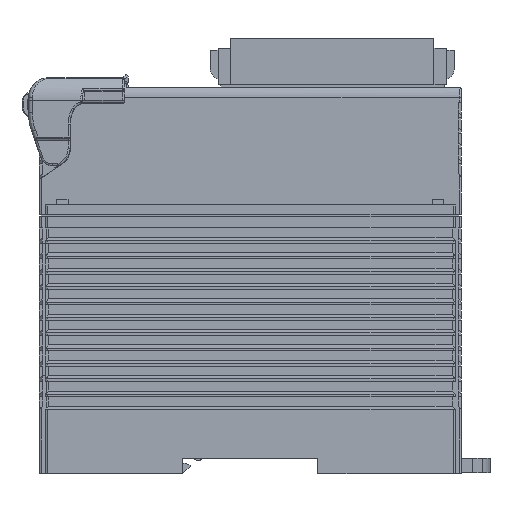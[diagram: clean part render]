
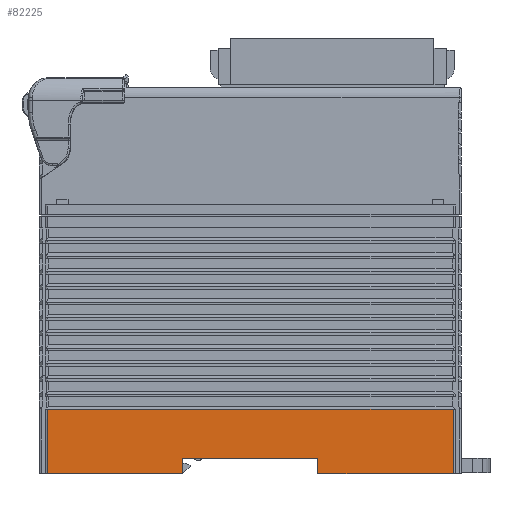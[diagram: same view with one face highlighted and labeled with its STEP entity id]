
A CAD part, left-side view. The second image highlights one B-rep face of the part: STEP entity #82225.
In plain terms, the highlighted planar face has unit normal (-1, 0, 0).
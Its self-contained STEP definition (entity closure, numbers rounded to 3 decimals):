
#2502 = LINE ( 'NONE', #26820, #29936 ) ;
#3927 = CARTESIAN_POINT ( 'NONE',  ( -36., 2.1, 0. ) ) ;
#5757 = VECTOR ( 'NONE', #88604, 1000. ) ;
#7465 = ORIENTED_EDGE ( 'NONE', *, *, #10955, .F. ) ;
#10919 = VECTOR ( 'NONE', #69640, 1000. ) ;
#10955 = EDGE_CURVE ( 'NONE', #73563, #52666, #2502, .T. ) ;
#13929 = CARTESIAN_POINT ( 'NONE',  ( -36., 91.325, 0. ) ) ;
#14500 = ORIENTED_EDGE ( 'NONE', *, *, #98620, .T. ) ;
#16599 = EDGE_CURVE ( 'NONE', #22875, #33581, #78694, .T. ) ;
#17953 = ORIENTED_EDGE ( 'NONE', *, *, #28391, .F. ) ;
#18548 = DIRECTION ( 'NONE',  ( 0., 0., -1. ) ) ;
#20968 = VERTEX_POINT ( 'NONE', #43081 ) ;
#21149 = DIRECTION ( 'NONE',  ( 0., 0., -1. ) ) ;
#21660 = LINE ( 'NONE', #30947, #93959 ) ;
#22090 = DIRECTION ( 'NONE',  ( 1., 0., 0. ) ) ;
#22582 = VECTOR ( 'NONE', #61256, 1000. ) ;
#22875 = VERTEX_POINT ( 'NONE', #36086 ) ;
#24491 = ORIENTED_EDGE ( 'NONE', *, *, #16599, .F. ) ;
#25868 = EDGE_CURVE ( 'NONE', #71696, #82302, #43391, .T. ) ;
#26820 = CARTESIAN_POINT ( 'NONE',  ( -36., 2.1, 8.35 ) ) ;
#28391 = EDGE_CURVE ( 'NONE', #71696, #22875, #21660, .T. ) ;
#28834 = VECTOR ( 'NONE', #84949, 1000. ) ;
#29936 = VECTOR ( 'NONE', #18548, 1000. ) ;
#30947 = CARTESIAN_POINT ( 'NONE',  ( -36., 72.65, 8.35 ) ) ;
#33581 = VERTEX_POINT ( 'NONE', #65346 ) ;
#33642 = CARTESIAN_POINT ( 'NONE',  ( -36., 37.35, 8.35 ) ) ;
#35133 = VERTEX_POINT ( 'NONE', #73935 ) ;
#36086 = CARTESIAN_POINT ( 'NONE',  ( -36., 72.65, 0. ) ) ;
#41979 = EDGE_LOOP ( 'NONE', ( #24491, #17953, #81010, #83258, #14500, #7465, #68946, #93010 ) ) ;
#43081 = CARTESIAN_POINT ( 'NONE',  ( -36., 37.35, 0. ) ) ;
#43391 = LINE ( 'NONE', #75031, #10919 ) ;
#43619 = LINE ( 'NONE', #75251, #72572 ) ;
#44686 = CARTESIAN_POINT ( 'NONE',  ( -36., 107.9, 8.35 ) ) ;
#45438 = FACE_OUTER_BOUND ( 'NONE', #41979, .T. ) ;
#48971 = CARTESIAN_POINT ( 'NONE',  ( -36., 72.65, 4. ) ) ;
#52666 = VERTEX_POINT ( 'NONE', #3927 ) ;
#54009 = LINE ( 'NONE', #44686, #22582 ) ;
#60329 = CARTESIAN_POINT ( 'NONE',  ( -36., 2.1, 16.7 ) ) ;
#60980 = PLANE ( 'NONE',  #92761 ) ;
#61171 = EDGE_CURVE ( 'NONE', #33581, #35133, #54009, .T. ) ;
#61256 = DIRECTION ( 'NONE',  ( 0., 0., 1. ) ) ;
#65346 = CARTESIAN_POINT ( 'NONE',  ( -36., 107.9, 0. ) ) ;
#68946 = ORIENTED_EDGE ( 'NONE', *, *, #77897, .F. ) ;
#69640 = DIRECTION ( 'NONE',  ( 0., -1., 0. ) ) ;
#71696 = VERTEX_POINT ( 'NONE', #48971 ) ;
#72572 = VECTOR ( 'NONE', #83540, 1000. ) ;
#73044 = LINE ( 'NONE', #33642, #5757 ) ;
#73396 = LINE ( 'NONE', #98772, #74770 ) ;
#73563 = VERTEX_POINT ( 'NONE', #60329 ) ;
#73935 = CARTESIAN_POINT ( 'NONE',  ( -36., 107.9, 16.7 ) ) ;
#74770 = VECTOR ( 'NONE', #89960, 1000. ) ;
#75031 = CARTESIAN_POINT ( 'NONE',  ( -36., 36.325, 4. ) ) ;
#75251 = CARTESIAN_POINT ( 'NONE',  ( -36., 55., 16.7 ) ) ;
#77897 = EDGE_CURVE ( 'NONE', #35133, #73563, #43619, .T. ) ;
#78694 = LINE ( 'NONE', #13929, #28834 ) ;
#81010 = ORIENTED_EDGE ( 'NONE', *, *, #25868, .T. ) ;
#82225 = ADVANCED_FACE ( 'NONE', ( #45438 ), #60980, .F. ) ;
#82302 = VERTEX_POINT ( 'NONE', #85348 ) ;
#83258 = ORIENTED_EDGE ( 'NONE', *, *, #88724, .F. ) ;
#83540 = DIRECTION ( 'NONE',  ( 0., -1., 0. ) ) ;
#84949 = DIRECTION ( 'NONE',  ( 0., 1., 0. ) ) ;
#85348 = CARTESIAN_POINT ( 'NONE',  ( -36., 37.35, 4. ) ) ;
#88604 = DIRECTION ( 'NONE',  ( 0., 0., 1. ) ) ;
#88724 = EDGE_CURVE ( 'NONE', #20968, #82302, #73044, .T. ) ;
#89960 = DIRECTION ( 'NONE',  ( 0., -1., 0. ) ) ;
#92761 = AXIS2_PLACEMENT_3D ( 'NONE', #101438, #22090, #93644 ) ;
#93010 = ORIENTED_EDGE ( 'NONE', *, *, #61171, .F. ) ;
#93644 = DIRECTION ( 'NONE',  ( 0., 0., 1. ) ) ;
#93959 = VECTOR ( 'NONE', #21149, 1000. ) ;
#98620 = EDGE_CURVE ( 'NONE', #20968, #52666, #73396, .T. ) ;
#98772 = CARTESIAN_POINT ( 'NONE',  ( -36., 18.675, 0. ) ) ;
#101438 = CARTESIAN_POINT ( 'NONE',  ( -36., 107.9, 0. ) ) ;
